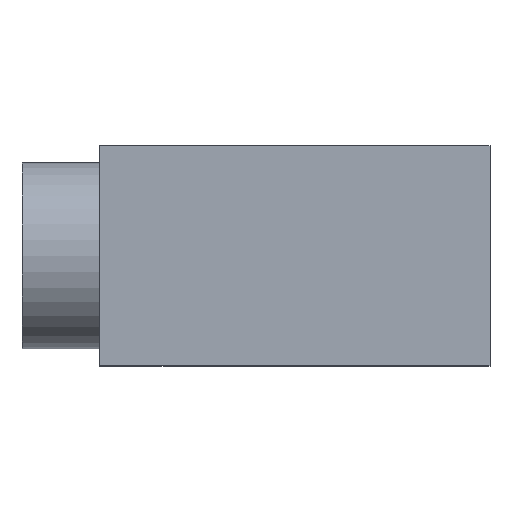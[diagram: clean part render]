
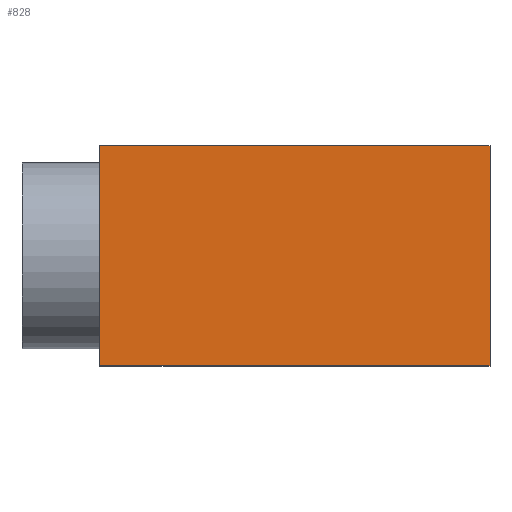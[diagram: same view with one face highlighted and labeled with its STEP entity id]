
A CAD part, top view. The second image highlights one B-rep face of the part: STEP entity #828.
In plain terms, the highlighted planar face has unit normal (0, 0, 1).
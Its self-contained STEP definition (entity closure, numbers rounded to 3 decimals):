
#32 = PLANE('',#33);
#33 = AXIS2_PLACEMENT_3D('',#34,#35,#36);
#34 = CARTESIAN_POINT('',(0.,7.1,0.));
#35 = DIRECTION('',(1.,0.,0.));
#36 = DIRECTION('',(0.,-1.,0.));
#90 = VERTEX_POINT('',#91);
#91 = CARTESIAN_POINT('',(0.,3.55,6.));
#117 = EDGE_CURVE('',#90,#118,#120,.T.);
#118 = VERTEX_POINT('',#119);
#119 = CARTESIAN_POINT('',(0.,0.,6.));
#120 = SURFACE_CURVE('',#121,(#125,#132),.PCURVE_S1.);
#121 = LINE('',#122,#123);
#122 = CARTESIAN_POINT('',(0.,7.1,6.));
#123 = VECTOR('',#124,1.);
#124 = DIRECTION('',(0.,-1.,0.));
#125 = PCURVE('',#32,#126);
#126 = DEFINITIONAL_REPRESENTATION('',(#127),#131);
#127 = LINE('',#128,#129);
#128 = CARTESIAN_POINT('',(0.,-6.));
#129 = VECTOR('',#130,1.);
#130 = DIRECTION('',(1.,0.));
#131 = ( GEOMETRIC_REPRESENTATION_CONTEXT(2) 
PARAMETRIC_REPRESENTATION_CONTEXT() REPRESENTATION_CONTEXT('2D SPACE',''
  ) );
#132 = PCURVE('',#133,#138);
#133 = PLANE('',#134);
#134 = AXIS2_PLACEMENT_3D('',#135,#136,#137);
#135 = CARTESIAN_POINT('',(6.3,3.55,6.));
#136 = DIRECTION('',(0.,0.,1.));
#137 = DIRECTION('',(1.,0.,0.));
#138 = DEFINITIONAL_REPRESENTATION('',(#139),#143);
#139 = LINE('',#140,#141);
#140 = CARTESIAN_POINT('',(-6.3,3.55));
#141 = VECTOR('',#142,1.);
#142 = DIRECTION('',(0.,-1.));
#143 = ( GEOMETRIC_REPRESENTATION_CONTEXT(2) 
PARAMETRIC_REPRESENTATION_CONTEXT() REPRESENTATION_CONTEXT('2D SPACE',''
  ) );
#159 = PLANE('',#160);
#160 = AXIS2_PLACEMENT_3D('',#161,#162,#163);
#161 = CARTESIAN_POINT('',(5.921,0.,2.333));
#162 = DIRECTION('',(-0.,-1.,-0.));
#163 = DIRECTION('',(0.,0.,-1.));
#321 = PLANE('',#322);
#322 = AXIS2_PLACEMENT_3D('',#323,#324,#325);
#323 = CARTESIAN_POINT('',(12.6,3.55,2.102));
#324 = DIRECTION('',(1.,0.,0.));
#325 = DIRECTION('',(0.,0.,1.));
#456 = PLANE('',#457);
#457 = AXIS2_PLACEMENT_3D('',#458,#459,#460);
#458 = CARTESIAN_POINT('',(5.921,7.1,2.333));
#459 = DIRECTION('',(0.,1.,0.));
#460 = DIRECTION('',(0.,0.,1.));
#589 = PLANE('',#590);
#590 = AXIS2_PLACEMENT_3D('',#591,#592,#593);
#591 = CARTESIAN_POINT('',(0.,7.1,0.));
#592 = DIRECTION('',(1.,0.,0.));
#593 = DIRECTION('',(0.,-1.,0.));
#828 = ADVANCED_FACE('',(#829),#133,.T.);
#829 = FACE_BOUND('',#830,.T.);
#830 = EDGE_LOOP('',(#831,#854,#877,#900,#921));
#831 = ORIENTED_EDGE('',*,*,#832,.T.);
#832 = EDGE_CURVE('',#118,#833,#835,.T.);
#833 = VERTEX_POINT('',#834);
#834 = CARTESIAN_POINT('',(12.6,0.,6.));
#835 = SURFACE_CURVE('',#836,(#840,#847),.PCURVE_S1.);
#836 = LINE('',#837,#838);
#837 = CARTESIAN_POINT('',(0.,0.,6.));
#838 = VECTOR('',#839,1.);
#839 = DIRECTION('',(1.,0.,0.));
#840 = PCURVE('',#133,#841);
#841 = DEFINITIONAL_REPRESENTATION('',(#842),#846);
#842 = LINE('',#843,#844);
#843 = CARTESIAN_POINT('',(-6.3,-3.55));
#844 = VECTOR('',#845,1.);
#845 = DIRECTION('',(1.,0.));
#846 = ( GEOMETRIC_REPRESENTATION_CONTEXT(2) 
PARAMETRIC_REPRESENTATION_CONTEXT() REPRESENTATION_CONTEXT('2D SPACE',''
  ) );
#847 = PCURVE('',#159,#848);
#848 = DEFINITIONAL_REPRESENTATION('',(#849),#853);
#849 = LINE('',#850,#851);
#850 = CARTESIAN_POINT('',(-3.667,-5.921));
#851 = VECTOR('',#852,1.);
#852 = DIRECTION('',(0.,1.));
#853 = ( GEOMETRIC_REPRESENTATION_CONTEXT(2) 
PARAMETRIC_REPRESENTATION_CONTEXT() REPRESENTATION_CONTEXT('2D SPACE',''
  ) );
#854 = ORIENTED_EDGE('',*,*,#855,.T.);
#855 = EDGE_CURVE('',#833,#856,#858,.T.);
#856 = VERTEX_POINT('',#857);
#857 = CARTESIAN_POINT('',(12.6,7.1,6.));
#858 = SURFACE_CURVE('',#859,(#863,#870),.PCURVE_S1.);
#859 = LINE('',#860,#861);
#860 = CARTESIAN_POINT('',(12.6,0.,6.));
#861 = VECTOR('',#862,1.);
#862 = DIRECTION('',(0.,1.,0.));
#863 = PCURVE('',#133,#864);
#864 = DEFINITIONAL_REPRESENTATION('',(#865),#869);
#865 = LINE('',#866,#867);
#866 = CARTESIAN_POINT('',(6.3,-3.55));
#867 = VECTOR('',#868,1.);
#868 = DIRECTION('',(0.,1.));
#869 = ( GEOMETRIC_REPRESENTATION_CONTEXT(2) 
PARAMETRIC_REPRESENTATION_CONTEXT() REPRESENTATION_CONTEXT('2D SPACE',''
  ) );
#870 = PCURVE('',#321,#871);
#871 = DEFINITIONAL_REPRESENTATION('',(#872),#876);
#872 = LINE('',#873,#874);
#873 = CARTESIAN_POINT('',(3.898,3.55));
#874 = VECTOR('',#875,1.);
#875 = DIRECTION('',(0.,-1.));
#876 = ( GEOMETRIC_REPRESENTATION_CONTEXT(2) 
PARAMETRIC_REPRESENTATION_CONTEXT() REPRESENTATION_CONTEXT('2D SPACE',''
  ) );
#877 = ORIENTED_EDGE('',*,*,#878,.T.);
#878 = EDGE_CURVE('',#856,#879,#881,.T.);
#879 = VERTEX_POINT('',#880);
#880 = CARTESIAN_POINT('',(0.,7.1,6.));
#881 = SURFACE_CURVE('',#882,(#886,#893),.PCURVE_S1.);
#882 = LINE('',#883,#884);
#883 = CARTESIAN_POINT('',(12.6,7.1,6.));
#884 = VECTOR('',#885,1.);
#885 = DIRECTION('',(-1.,0.,0.));
#886 = PCURVE('',#133,#887);
#887 = DEFINITIONAL_REPRESENTATION('',(#888),#892);
#888 = LINE('',#889,#890);
#889 = CARTESIAN_POINT('',(6.3,3.55));
#890 = VECTOR('',#891,1.);
#891 = DIRECTION('',(-1.,0.));
#892 = ( GEOMETRIC_REPRESENTATION_CONTEXT(2) 
PARAMETRIC_REPRESENTATION_CONTEXT() REPRESENTATION_CONTEXT('2D SPACE',''
  ) );
#893 = PCURVE('',#456,#894);
#894 = DEFINITIONAL_REPRESENTATION('',(#895),#899);
#895 = LINE('',#896,#897);
#896 = CARTESIAN_POINT('',(3.667,6.679));
#897 = VECTOR('',#898,1.);
#898 = DIRECTION('',(0.,-1.));
#899 = ( GEOMETRIC_REPRESENTATION_CONTEXT(2) 
PARAMETRIC_REPRESENTATION_CONTEXT() REPRESENTATION_CONTEXT('2D SPACE',''
  ) );
#900 = ORIENTED_EDGE('',*,*,#901,.T.);
#901 = EDGE_CURVE('',#879,#90,#902,.T.);
#902 = SURFACE_CURVE('',#903,(#907,#914),.PCURVE_S1.);
#903 = LINE('',#904,#905);
#904 = CARTESIAN_POINT('',(0.,7.1,6.));
#905 = VECTOR('',#906,1.);
#906 = DIRECTION('',(0.,-1.,0.));
#907 = PCURVE('',#133,#908);
#908 = DEFINITIONAL_REPRESENTATION('',(#909),#913);
#909 = LINE('',#910,#911);
#910 = CARTESIAN_POINT('',(-6.3,3.55));
#911 = VECTOR('',#912,1.);
#912 = DIRECTION('',(0.,-1.));
#913 = ( GEOMETRIC_REPRESENTATION_CONTEXT(2) 
PARAMETRIC_REPRESENTATION_CONTEXT() REPRESENTATION_CONTEXT('2D SPACE',''
  ) );
#914 = PCURVE('',#589,#915);
#915 = DEFINITIONAL_REPRESENTATION('',(#916),#920);
#916 = LINE('',#917,#918);
#917 = CARTESIAN_POINT('',(0.,-6.));
#918 = VECTOR('',#919,1.);
#919 = DIRECTION('',(1.,0.));
#920 = ( GEOMETRIC_REPRESENTATION_CONTEXT(2) 
PARAMETRIC_REPRESENTATION_CONTEXT() REPRESENTATION_CONTEXT('2D SPACE',''
  ) );
#921 = ORIENTED_EDGE('',*,*,#117,.T.);
